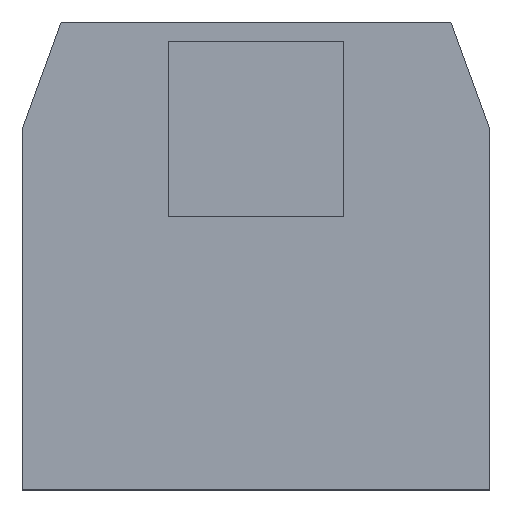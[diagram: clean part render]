
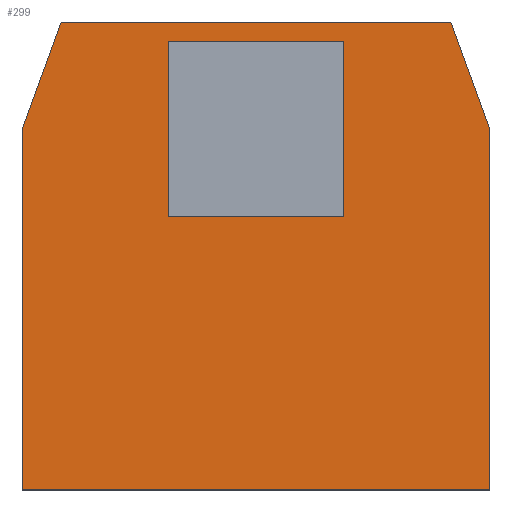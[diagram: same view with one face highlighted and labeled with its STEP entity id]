
A CAD part, top view. The second image highlights one B-rep face of the part: STEP entity #299.
In plain terms, the highlighted planar face has unit normal (0, 0, 1).
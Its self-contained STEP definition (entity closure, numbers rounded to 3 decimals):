
#2=DIRECTION('',(0.342,0.94,0.));
#3=VECTOR('',#2,5.853);
#4=CARTESIAN_POINT('',(-12.,6.5,0.));
#5=LINE('',#4,#3);
#6=DIRECTION('',(-1.,0.,0.));
#7=VECTOR('',#6,19.996);
#8=CARTESIAN_POINT('',(9.998,12.,0.));
#9=LINE('',#8,#7);
#10=DIRECTION('',(0.342,-0.94,0.));
#11=VECTOR('',#10,5.853);
#12=CARTESIAN_POINT('',(9.998,12.,0.));
#13=LINE('',#12,#11);
#14=DIRECTION('',(0.,1.,0.));
#15=VECTOR('',#14,18.5);
#16=CARTESIAN_POINT('',(12.,-12.,0.));
#17=LINE('',#16,#15);
#18=DIRECTION('',(1.,0.,0.));
#19=VECTOR('',#18,24.);
#20=CARTESIAN_POINT('',(-12.,-12.,0.));
#21=LINE('',#20,#19);
#22=DIRECTION('',(0.,-1.,0.));
#23=VECTOR('',#22,18.5);
#24=CARTESIAN_POINT('',(-12.,6.5,0.));
#25=LINE('',#24,#23);
#26=DIRECTION('',(0.,-1.,0.));
#27=VECTOR('',#26,9.);
#28=CARTESIAN_POINT('',(-4.5,11.,0.));
#29=LINE('',#28,#27);
#30=DIRECTION('',(1.,0.,0.));
#31=VECTOR('',#30,9.);
#32=CARTESIAN_POINT('',(-4.5,2.,0.));
#33=LINE('',#32,#31);
#34=DIRECTION('',(0.,1.,0.));
#35=VECTOR('',#34,9.);
#36=CARTESIAN_POINT('',(4.5,2.,0.));
#37=LINE('',#36,#35);
#38=DIRECTION('',(-1.,0.,0.));
#39=VECTOR('',#38,9.);
#40=CARTESIAN_POINT('',(4.5,11.,0.));
#41=LINE('',#40,#39);
#206=CARTESIAN_POINT('',(-12.,-12.,0.));
#207=CARTESIAN_POINT('',(12.,-12.,0.));
#208=VERTEX_POINT('',#206);
#209=VERTEX_POINT('',#207);
#214=CARTESIAN_POINT('',(-12.,6.5,0.));
#215=CARTESIAN_POINT('',(-9.998,12.,0.));
#216=VERTEX_POINT('',#214);
#217=VERTEX_POINT('',#215);
#218=CARTESIAN_POINT('',(9.998,12.,0.));
#219=CARTESIAN_POINT('',(12.,6.5,0.));
#220=VERTEX_POINT('',#218);
#221=VERTEX_POINT('',#219);
#238=CARTESIAN_POINT('',(-4.5,11.,0.));
#239=CARTESIAN_POINT('',(-4.5,2.,0.));
#240=VERTEX_POINT('',#238);
#241=VERTEX_POINT('',#239);
#242=CARTESIAN_POINT('',(4.5,2.,0.));
#243=VERTEX_POINT('',#242);
#244=CARTESIAN_POINT('',(4.5,11.,0.));
#245=VERTEX_POINT('',#244);
#270=CARTESIAN_POINT('',(0.,0.,0.));
#271=DIRECTION('',(0.,0.,1.));
#272=DIRECTION('',(1.,0.,0.));
#273=AXIS2_PLACEMENT_3D('',#270,#271,#272);
#274=PLANE('',#273);
#276=ORIENTED_EDGE('',*,*,#275,.T.);
#278=ORIENTED_EDGE('',*,*,#277,.F.);
#280=ORIENTED_EDGE('',*,*,#279,.T.);
#282=ORIENTED_EDGE('',*,*,#281,.F.);
#284=ORIENTED_EDGE('',*,*,#283,.F.);
#286=ORIENTED_EDGE('',*,*,#285,.F.);
#287=EDGE_LOOP('',(#276,#278,#280,#282,#284,#286));
#288=FACE_OUTER_BOUND('',#287,.F.);
#290=ORIENTED_EDGE('',*,*,#289,.T.);
#292=ORIENTED_EDGE('',*,*,#291,.T.);
#294=ORIENTED_EDGE('',*,*,#293,.T.);
#296=ORIENTED_EDGE('',*,*,#295,.T.);
#297=EDGE_LOOP('',(#290,#292,#294,#296));
#298=FACE_BOUND('',#297,.F.);
#299=ADVANCED_FACE('',(#288,#298),#274,.T.);
#275=EDGE_CURVE('',#216,#217,#5,.T.);
#277=EDGE_CURVE('',#220,#217,#9,.T.);
#279=EDGE_CURVE('',#220,#221,#13,.T.);
#281=EDGE_CURVE('',#209,#221,#17,.T.);
#283=EDGE_CURVE('',#208,#209,#21,.T.);
#285=EDGE_CURVE('',#216,#208,#25,.T.);
#289=EDGE_CURVE('',#240,#241,#29,.T.);
#291=EDGE_CURVE('',#241,#243,#33,.T.);
#293=EDGE_CURVE('',#243,#245,#37,.T.);
#295=EDGE_CURVE('',#245,#240,#41,.T.);
